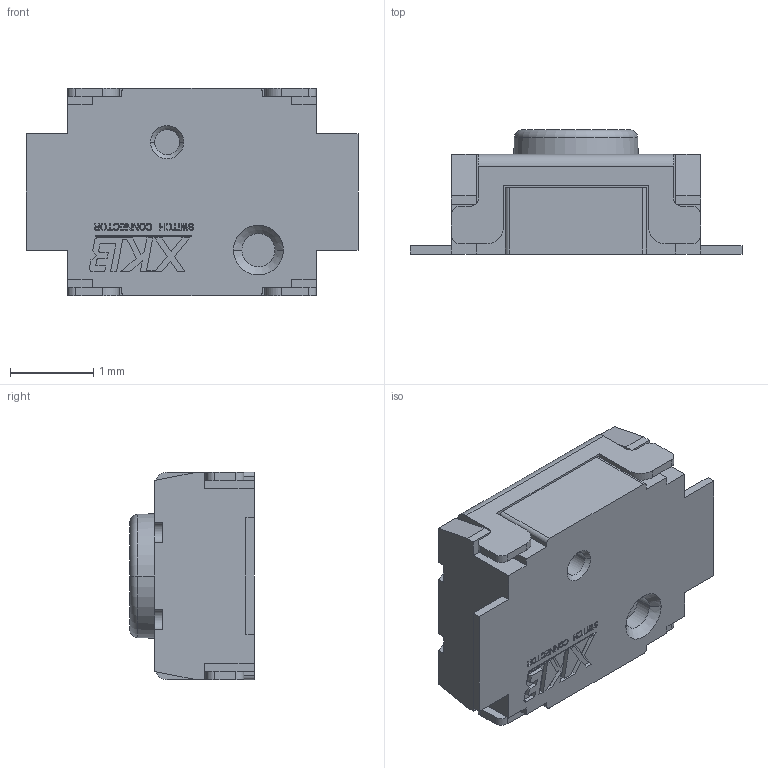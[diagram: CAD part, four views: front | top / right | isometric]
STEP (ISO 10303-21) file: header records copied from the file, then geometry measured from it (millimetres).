
FILE_DESCRIPTION((''),'2;1');
FILE_NAME('TS-3025-X-A-B','2019-12-03T',('Administrator'),(''),'PRO/ENGINEER BY PARAMETRIC TECHNOLOGY CORPORATION, 2010280','PRO/ENGINEER BY PARAMETRIC TECHNOLOGY CORPORATION, 2010280','');
FILE_SCHEMA(('CONFIG_CONTROL_DESIGN'));
Length unit declared in the file: millimetre
Products named in the file (1): TS-3025-X-A-B
Bounding box: 4 x 1.5 x 2.5 mm (x, y, z)
Volume: 9.4 mm3; surface area: 36 mm2
Topology: 1 solids, 1 shells, 561 faces, 1590 edges, 1054 vertices
Faces by surface type: plane 515, cylinder 38, cone 6, torus 2
Entity records: 17910 total; most frequent: CARTESIAN_POINT 3205, ORIENTED_EDGE 3180, DIRECTION 2804, EDGE_CURVE 1590, VECTOR 1498, LINE 1498, VERTEX_POINT 1054, AXIS2_PLACEMENT_3D 653
